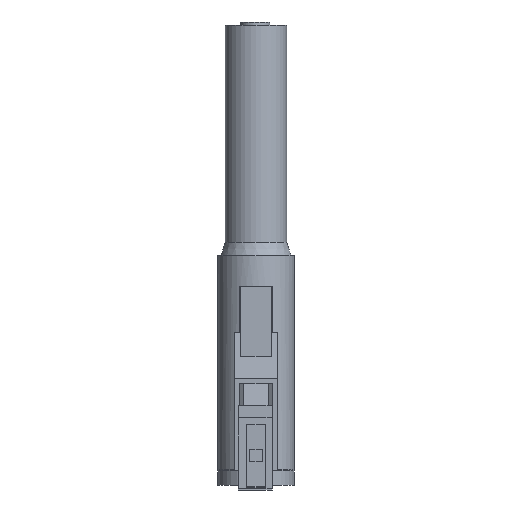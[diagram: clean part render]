
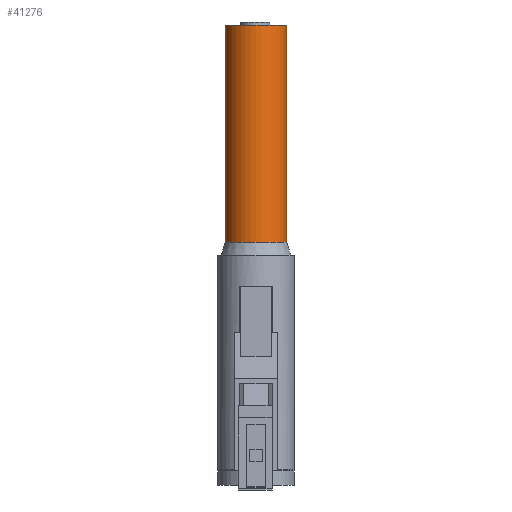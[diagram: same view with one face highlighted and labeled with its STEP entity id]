
A CAD part, left-side view. The second image highlights one B-rep face of the part: STEP entity #41276.
In plain terms, the highlighted cylindrical face has radius 20 mm (diameter 40 mm), a partial arc.
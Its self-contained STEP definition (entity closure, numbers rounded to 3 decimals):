
#39309 = PLANE('',#39310);
#39310 = AXIS2_PLACEMENT_3D('',#39311,#39312,#39313);
#39311 = CARTESIAN_POINT('',(17.25,-10.,0.));
#39312 = DIRECTION('',(0.,1.,0.));
#39313 = DIRECTION('',(0.,0.,1.));
#39354 = VERTEX_POINT('',#39355);
#39355 = CARTESIAN_POINT('',(17.321,-10.,148.75));
#39370 = CONICAL_SURFACE('',#39371,23.,0.322);
#39371 = AXIS2_PLACEMENT_3D('',#39372,#39373,#39374);
#39372 = CARTESIAN_POINT('',(0.,0.,139.75));
#39373 = DIRECTION('',(-0.,-0.,-1.));
#39374 = DIRECTION('',(1.,0.,0.));
#39385 = EDGE_CURVE('',#39386,#39354,#39388,.T.);
#39386 = VERTEX_POINT('',#39387);
#39387 = CARTESIAN_POINT('',(17.321,-10.,290.));
#39388 = SURFACE_CURVE('',#39389,(#39393,#39399),.PCURVE_S1.);
#39389 = LINE('',#39390,#39391);
#39390 = CARTESIAN_POINT('',(17.321,-10.,0.));
#39391 = VECTOR('',#39392,1.);
#39392 = DIRECTION('',(-0.,-0.,-1.));
#39393 = PCURVE('',#39309,#39394);
#39394 = DEFINITIONAL_REPRESENTATION('',(#39395),#39398);
#39395 = B_SPLINE_CURVE_WITH_KNOTS('',1,(#39396,#39397),.UNSPECIFIED.,
  .F.,.F.,(2,2),(-290.,0.),.PIECEWISE_BEZIER_KNOTS.);
#39396 = CARTESIAN_POINT('',(290.,0.071));
#39397 = CARTESIAN_POINT('',(0.,0.071));
#39398 = ( GEOMETRIC_REPRESENTATION_CONTEXT(2) 
PARAMETRIC_REPRESENTATION_CONTEXT() REPRESENTATION_CONTEXT('2D SPACE',''
  ) );
#39399 = PCURVE('',#39400,#39405);
#39400 = CYLINDRICAL_SURFACE('',#39401,20.);
#39401 = AXIS2_PLACEMENT_3D('',#39402,#39403,#39404);
#39402 = CARTESIAN_POINT('',(0.,0.,0.));
#39403 = DIRECTION('',(-0.,-0.,-1.));
#39404 = DIRECTION('',(1.,0.,0.));
#39405 = DEFINITIONAL_REPRESENTATION('',(#39406),#39409);
#39406 = B_SPLINE_CURVE_WITH_KNOTS('',1,(#39407,#39408),.UNSPECIFIED.,
  .F.,.F.,(2,2),(-290.,0.),.PIECEWISE_BEZIER_KNOTS.);
#39407 = CARTESIAN_POINT('',(-5.76,-290.));
#39408 = CARTESIAN_POINT('',(-5.76,0.));
#39409 = ( GEOMETRIC_REPRESENTATION_CONTEXT(2) 
PARAMETRIC_REPRESENTATION_CONTEXT() REPRESENTATION_CONTEXT('2D SPACE',''
  ) );
#39803 = PLANE('',#39804);
#39804 = AXIS2_PLACEMENT_3D('',#39805,#39806,#39807);
#39805 = CARTESIAN_POINT('',(17.25,10.,0.));
#39806 = DIRECTION('',(0.,1.,0.));
#39807 = DIRECTION('',(0.,0.,1.));
#41180 = VERTEX_POINT('',#41181);
#41181 = CARTESIAN_POINT('',(17.321,10.,290.));
#41276 = ADVANCED_FACE('',(#41277),#39400,.T.);
#41277 = FACE_BOUND('',#41278,.F.);
#41278 = EDGE_LOOP('',(#41279,#41303,#41322,#41349));
#41279 = ORIENTED_EDGE('',*,*,#41280,.T.);
#41280 = EDGE_CURVE('',#39354,#41281,#41283,.T.);
#41281 = VERTEX_POINT('',#41282);
#41282 = CARTESIAN_POINT('',(17.321,10.,148.75));
#41283 = SURFACE_CURVE('',#41284,(#41289,#41296),.PCURVE_S1.);
#41284 = CIRCLE('',#41285,20.);
#41285 = AXIS2_PLACEMENT_3D('',#41286,#41287,#41288);
#41286 = CARTESIAN_POINT('',(0.,0.,148.75));
#41287 = DIRECTION('',(0.,0.,-1.));
#41288 = DIRECTION('',(0.,1.,0.));
#41289 = PCURVE('',#39400,#41290);
#41290 = DEFINITIONAL_REPRESENTATION('',(#41291),#41295);
#41291 = LINE('',#41292,#41293);
#41292 = CARTESIAN_POINT('',(-7.854,-148.75));
#41293 = VECTOR('',#41294,1.);
#41294 = DIRECTION('',(1.,-0.));
#41295 = ( GEOMETRIC_REPRESENTATION_CONTEXT(2) 
PARAMETRIC_REPRESENTATION_CONTEXT() REPRESENTATION_CONTEXT('2D SPACE',''
  ) );
#41296 = PCURVE('',#39370,#41297);
#41297 = DEFINITIONAL_REPRESENTATION('',(#41298),#41302);
#41298 = LINE('',#41299,#41300);
#41299 = CARTESIAN_POINT('',(-7.854,-9.));
#41300 = VECTOR('',#41301,1.);
#41301 = DIRECTION('',(1.,-0.));
#41302 = ( GEOMETRIC_REPRESENTATION_CONTEXT(2) 
PARAMETRIC_REPRESENTATION_CONTEXT() REPRESENTATION_CONTEXT('2D SPACE',''
  ) );
#41303 = ORIENTED_EDGE('',*,*,#41304,.F.);
#41304 = EDGE_CURVE('',#41180,#41281,#41305,.T.);
#41305 = SURFACE_CURVE('',#41306,(#41310,#41316),.PCURVE_S1.);
#41306 = LINE('',#41307,#41308);
#41307 = CARTESIAN_POINT('',(17.321,10.,0.));
#41308 = VECTOR('',#41309,1.);
#41309 = DIRECTION('',(-0.,-0.,-1.));
#41310 = PCURVE('',#39400,#41311);
#41311 = DEFINITIONAL_REPRESENTATION('',(#41312),#41315);
#41312 = B_SPLINE_CURVE_WITH_KNOTS('',1,(#41313,#41314),.UNSPECIFIED.,
  .F.,.F.,(2,2),(-290.,0.),.PIECEWISE_BEZIER_KNOTS.);
#41313 = CARTESIAN_POINT('',(-0.524,-290.));
#41314 = CARTESIAN_POINT('',(-0.524,0.));
#41315 = ( GEOMETRIC_REPRESENTATION_CONTEXT(2) 
PARAMETRIC_REPRESENTATION_CONTEXT() REPRESENTATION_CONTEXT('2D SPACE',''
  ) );
#41316 = PCURVE('',#39803,#41317);
#41317 = DEFINITIONAL_REPRESENTATION('',(#41318),#41321);
#41318 = B_SPLINE_CURVE_WITH_KNOTS('',1,(#41319,#41320),.UNSPECIFIED.,
  .F.,.F.,(2,2),(-290.,0.),.PIECEWISE_BEZIER_KNOTS.);
#41319 = CARTESIAN_POINT('',(290.,0.071));
#41320 = CARTESIAN_POINT('',(0.,0.071));
#41321 = ( GEOMETRIC_REPRESENTATION_CONTEXT(2) 
PARAMETRIC_REPRESENTATION_CONTEXT() REPRESENTATION_CONTEXT('2D SPACE',''
  ) );
#41322 = ORIENTED_EDGE('',*,*,#41323,.T.);
#41323 = EDGE_CURVE('',#41180,#39386,#41324,.T.);
#41324 = SURFACE_CURVE('',#41325,(#41330,#41337),.PCURVE_S1.);
#41325 = CIRCLE('',#41326,20.);
#41326 = AXIS2_PLACEMENT_3D('',#41327,#41328,#41329);
#41327 = CARTESIAN_POINT('',(0.,0.,290.));
#41328 = DIRECTION('',(0.,0.,1.));
#41329 = DIRECTION('',(1.,0.,0.));
#41330 = PCURVE('',#39400,#41331);
#41331 = DEFINITIONAL_REPRESENTATION('',(#41332),#41336);
#41332 = LINE('',#41333,#41334);
#41333 = CARTESIAN_POINT('',(-0.,-290.));
#41334 = VECTOR('',#41335,1.);
#41335 = DIRECTION('',(-1.,0.));
#41336 = ( GEOMETRIC_REPRESENTATION_CONTEXT(2) 
PARAMETRIC_REPRESENTATION_CONTEXT() REPRESENTATION_CONTEXT('2D SPACE',''
  ) );
#41337 = PCURVE('',#41338,#41343);
#41338 = PLANE('',#41339);
#41339 = AXIS2_PLACEMENT_3D('',#41340,#41341,#41342);
#41340 = CARTESIAN_POINT('',(0.,0.,290.));
#41341 = DIRECTION('',(0.,0.,1.));
#41342 = DIRECTION('',(1.,0.,0.));
#41343 = DEFINITIONAL_REPRESENTATION('',(#41344),#41348);
#41344 = CIRCLE('',#41345,20.);
#41345 = AXIS2_PLACEMENT_2D('',#41346,#41347);
#41346 = CARTESIAN_POINT('',(0.,0.));
#41347 = DIRECTION('',(1.,0.));
#41348 = ( GEOMETRIC_REPRESENTATION_CONTEXT(2) 
PARAMETRIC_REPRESENTATION_CONTEXT() REPRESENTATION_CONTEXT('2D SPACE',''
  ) );
#41349 = ORIENTED_EDGE('',*,*,#39385,.T.);
